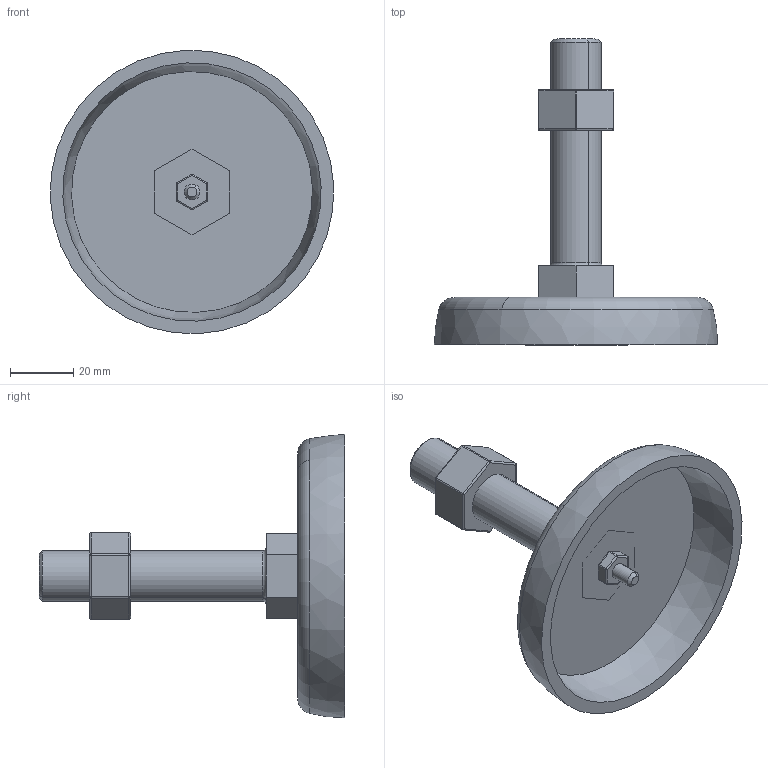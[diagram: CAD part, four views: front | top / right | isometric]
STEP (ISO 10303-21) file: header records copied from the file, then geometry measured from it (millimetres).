
FILE_DESCRIPTION (( 'STEP AP214' ), '1' );
FILE_NAME ('B858 Îïîðà ðåãóëèðóåìàÿ Ô90 Ì16õ72.STEP', '2025-07-18T08:49:02', ( '' ), ( '' ), 'SwSTEP 2.0', 'SolidWorks 2025', '' );
FILE_SCHEMA (( 'AUTOMOTIVE_DESIGN' ));
Length unit declared in the file: millimetre
Products named in the file (5): Мал. гайка_00; B858 Опора регулируемая Ф90 М16х72; Вал_00; Опора_00; Гайка_00
Assembly tree (4 placements, depth 2):
  B858 Опора регулируемая Ф90 М16х72
    Опора_00
    Вал_00
    Гайка_00
    Мал. гайка_00
Bounding box: 89.91 x 97 x 89.91 mm (x, y, z)
Volume: 40615.6 mm3; surface area: 27141.6 mm2
Topology: 4 solids, 4 shells, 120 faces, 260 edges, 138 vertices
Faces by surface type: cylinder 46, plane 29, sphere 27, cone 12, torus 6
Entity records: 3254 total; most frequent: DIRECTION 618, CARTESIAN_POINT 496, ORIENTED_EDGE 476, AXIS2_PLACEMENT_3D 253, EDGE_CURVE 238, VERTEX_POINT 131, EDGE_LOOP 131, CIRCLE 126
